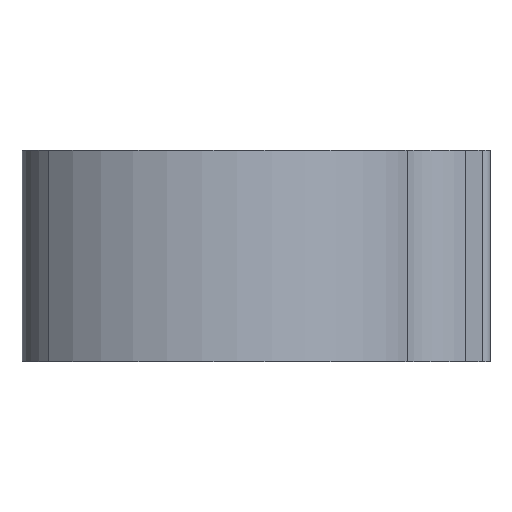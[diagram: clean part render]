
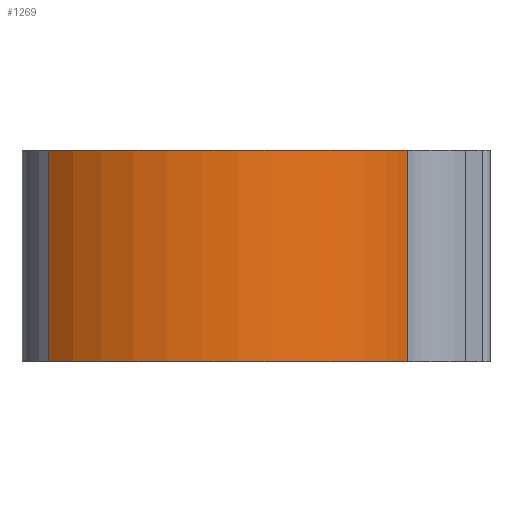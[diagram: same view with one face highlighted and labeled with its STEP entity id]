
A CAD part, front view. The second image highlights one B-rep face of the part: STEP entity #1269.
In plain terms, the highlighted free-form (B-spline) face has degree [1, 2] with [2, 5] control points.
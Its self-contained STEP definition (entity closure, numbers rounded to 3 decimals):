
#16=(
BOUNDED_SURFACE()
B_SPLINE_SURFACE(1,2,((#3026,#3027,#3028,#3029,#3030),(#3031,#3032,#3033,
#3034,#3035)),.UNSPECIFIED.,.F.,.F.,.F.)
B_SPLINE_SURFACE_WITH_KNOTS((2,2),(3,2,3),(0.,1.),(-2.469,
-1.45,-0.431),.UNSPECIFIED.)
GEOMETRIC_REPRESENTATION_ITEM()
RATIONAL_B_SPLINE_SURFACE(((1.,0.873,1.,0.873,1.),
(1.,0.873,1.,0.873,1.)))
REPRESENTATION_ITEM('')
SURFACE()
);
#154=LINE('',#2962,#266);
#178=LINE('',#3025,#290);
#266=VECTOR('',#1695,10.);
#290=VECTOR('',#1767,16.);
#389=FACE_OUTER_BOUND('',#463,.T.);
#463=EDGE_LOOP('',(#1185,#1186,#1187,#1188));
#477=ELLIPSE('',#1372,40.,30.);
#480=ELLIPSE('',#1402,40.,30.);
#615=VERTEX_POINT('',#2934);
#616=VERTEX_POINT('',#2936);
#625=VERTEX_POINT('',#2960);
#640=VERTEX_POINT('',#3012);
#780=EDGE_CURVE('',#616,#615,#477,.T.);
#793=EDGE_CURVE('',#625,#615,#154,.T.);
#818=EDGE_CURVE('',#640,#625,#480,.T.);
#824=EDGE_CURVE('',#616,#640,#178,.T.);
#1185=ORIENTED_EDGE('',*,*,#793,.F.);
#1186=ORIENTED_EDGE('',*,*,#818,.F.);
#1187=ORIENTED_EDGE('',*,*,#824,.F.);
#1188=ORIENTED_EDGE('',*,*,#780,.T.);
#1269=ADVANCED_FACE('',(#389),#16,.F.);
#1372=AXIS2_PLACEMENT_3D('',#2937,#1667,#1668);
#1402=AXIS2_PLACEMENT_3D('',#3014,#1750,#1751);
#1667=DIRECTION('center_axis',(0.,0.,1.));
#1668=DIRECTION('ref_axis',(1.,0.,0.));
#1695=DIRECTION('',(0.,0.,-1.));
#1750=DIRECTION('center_axis',(0.,0.,1.));
#1751=DIRECTION('ref_axis',(1.,0.,0.));
#1767=DIRECTION('',(0.,0.,1.));
#2934=CARTESIAN_POINT('',(36.349,-12.522,0.));
#2936=CARTESIAN_POINT('',(-31.287,-18.691,0.));
#2937=CARTESIAN_POINT('Origin',(0.,0.,0.));
#2960=CARTESIAN_POINT('',(36.349,-12.522,40.));
#2962=CARTESIAN_POINT('',(36.349,-12.522,0.));
#3012=CARTESIAN_POINT('',(-31.287,-18.691,40.));
#3014=CARTESIAN_POINT('Origin',(0.,0.,40.));
#3025=CARTESIAN_POINT('',(-31.287,-18.691,40.));
#3026=CARTESIAN_POINT('Ctrl Pts',(-31.287,-18.691,0.));
#3027=CARTESIAN_POINT('Ctrl Pts',(-17.36,-31.805,0.));
#3028=CARTESIAN_POINT('Ctrl Pts',(4.829,-29.781,0.));
#3029=CARTESIAN_POINT('Ctrl Pts',(27.019,-27.757,0.));
#3030=CARTESIAN_POINT('Ctrl Pts',(36.349,-12.522,0.));
#3031=CARTESIAN_POINT('Ctrl Pts',(-31.287,-18.691,40.));
#3032=CARTESIAN_POINT('Ctrl Pts',(-17.36,-31.805,40.));
#3033=CARTESIAN_POINT('Ctrl Pts',(4.829,-29.781,40.));
#3034=CARTESIAN_POINT('Ctrl Pts',(27.019,-27.757,40.));
#3035=CARTESIAN_POINT('Ctrl Pts',(36.349,-12.522,40.));
